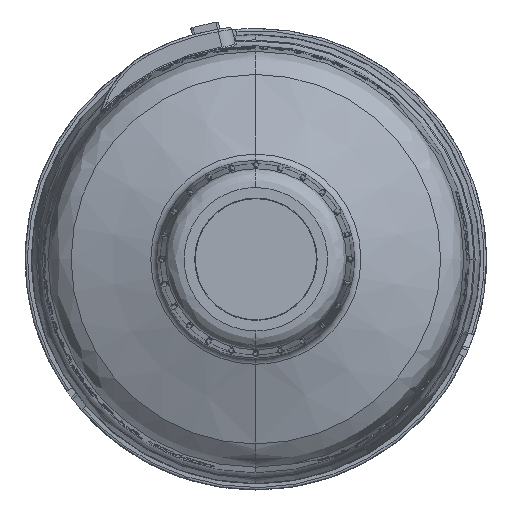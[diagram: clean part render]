
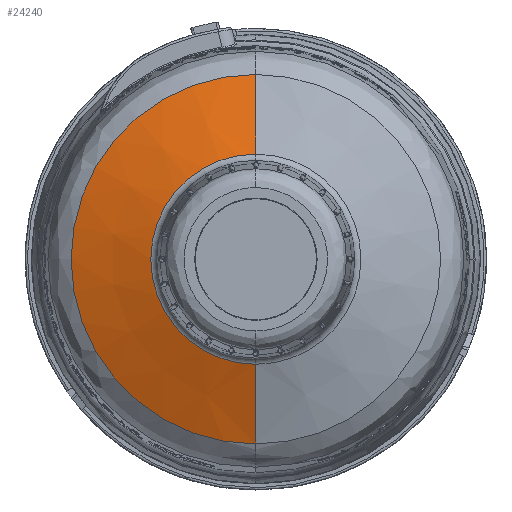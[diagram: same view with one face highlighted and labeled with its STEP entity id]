
A CAD part, front view. The second image highlights one B-rep face of the part: STEP entity #24240.
In plain terms, the highlighted conical face has half-angle 70 degrees and reference radius 39.235 mm.
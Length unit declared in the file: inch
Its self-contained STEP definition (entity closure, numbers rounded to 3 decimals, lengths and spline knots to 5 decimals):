
#1824 = VECTOR ( 'NONE', #17215, 39.37008 ) ;
#4354 = DIRECTION ( 'NONE',  ( 0., 1., 0. ) ) ;
#4990 = EDGE_CURVE ( 'NONE', #22250, #21334, #34635, .T. ) ;
#5623 = DIRECTION ( 'NONE',  ( 0., 1., 0. ) ) ;
#7249 = ORIENTED_EDGE ( 'NONE', *, *, #9786, .F. ) ;
#8282 = CARTESIAN_POINT ( 'NONE',  ( 0., -0.06684, -1.54469 ) ) ;
#8849 = AXIS2_PLACEMENT_3D ( 'NONE', #45132, #21098, #49190 ) ;
#9492 = CARTESIAN_POINT ( 'NONE',  ( 0., -0.06684, 0. ) ) ;
#9786 = EDGE_CURVE ( 'NONE', #22250, #31052, #32504, .T. ) ;
#12288 = ORIENTED_EDGE ( 'NONE', *, *, #45766, .T. ) ;
#12424 = EDGE_CURVE ( 'NONE', #31052, #31537, #31759, .T. ) ;
#17215 = DIRECTION ( 'NONE',  ( 0., 0.342, -0.94 ) ) ;
#21098 = DIRECTION ( 'NONE',  ( 0., 1., 0. ) ) ;
#21334 = VERTEX_POINT ( 'NONE', #48251 ) ;
#21605 = AXIS2_PLACEMENT_3D ( 'NONE', #9492, #5623, #37371 ) ;
#22250 = VERTEX_POINT ( 'NONE', #43184 ) ;
#24240 = ADVANCED_FACE ( 'NONE', ( #39948 ), #49396, .T. ) ;
#24377 = DIRECTION ( 'NONE',  ( 0., 0.342, 0.94 ) ) ;
#28354 = CARTESIAN_POINT ( 'NONE',  ( 0., -0.30938, 0. ) ) ;
#29287 = CARTESIAN_POINT ( 'NONE',  ( 0., -0.06684, -1.54469 ) ) ;
#31052 = VERTEX_POINT ( 'NONE', #8282 ) ;
#31537 = VERTEX_POINT ( 'NONE', #44196 ) ;
#31759 = CIRCLE ( 'NONE', #8849, 1.54469 ) ;
#32316 = ORIENTED_EDGE ( 'NONE', *, *, #4990, .T. ) ;
#32393 = DIRECTION ( 'NONE',  ( -1., 0., 0. ) ) ;
#32504 = LINE ( 'NONE', #29287, #1824 ) ;
#34635 = CIRCLE ( 'NONE', #48454, 0.87834 ) ;
#35845 = VECTOR ( 'NONE', #24377, 39.37008 ) ;
#37371 = DIRECTION ( 'NONE',  ( 0., 0., 1. ) ) ;
#39948 = FACE_OUTER_BOUND ( 'NONE', #39973, .T. ) ;
#39973 = EDGE_LOOP ( 'NONE', ( #7249, #32316, #12288, #45565 ) ) ;
#43184 = CARTESIAN_POINT ( 'NONE',  ( 0., -0.30938, -0.87834 ) ) ;
#44196 = CARTESIAN_POINT ( 'NONE',  ( 0., -0.06684, 1.54469 ) ) ;
#44389 = CARTESIAN_POINT ( 'NONE',  ( 0., -0.06684, 1.54469 ) ) ;
#45132 = CARTESIAN_POINT ( 'NONE',  ( 0., -0.06684, 0. ) ) ;
#45565 = ORIENTED_EDGE ( 'NONE', *, *, #12424, .F. ) ;
#45766 = EDGE_CURVE ( 'NONE', #21334, #31537, #46567, .T. ) ;
#46567 = LINE ( 'NONE', #44389, #35845 ) ;
#48251 = CARTESIAN_POINT ( 'NONE',  ( 0., -0.30938, 0.87834 ) ) ;
#48454 = AXIS2_PLACEMENT_3D ( 'NONE', #28354, #4354, #32393 ) ;
#49190 = DIRECTION ( 'NONE',  ( 0., 0., 1. ) ) ;
#49396 = CONICAL_SURFACE ( 'NONE', #21605, 1.54469, 1.222 ) ;
